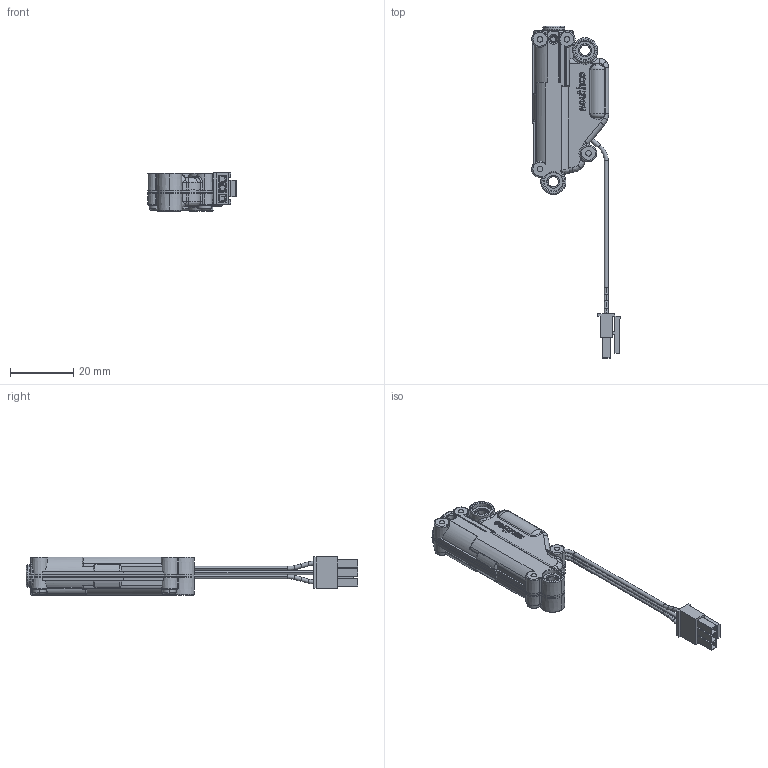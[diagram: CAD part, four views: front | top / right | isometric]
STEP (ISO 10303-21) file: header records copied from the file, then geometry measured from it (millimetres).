
FILE_DESCRIPTION (( 'STEP AP214' ), '1' );
FILE_NAME ('Southco-AC-EM-050-5010.step', '2019-01-07T02:30:36', ( '' ), ( '' ), 'SwSTEP 2.0', 'SolidWorks 2018', '' );
FILE_SCHEMA (( 'AUTOMOTIVE_DESIGN' ));
Length unit declared in the file: millimetre
Products named in the file (11): Southco-AC-EM-050-5010_AC-EM-050-5010.sldasm-Part-7; Southco-AC-EM-050-5010_AC-EM-050-5010.sldasm-Part-6; Southco-AC-EM-050-5010_AC-EM-050-5010.sldasm-Part-10; Southco-AC-EM-050-5010_AC-EM-050-5010.sldasm-Part-8; Southco-AC-EM-050-5010_AC-EM-050-5010.sldasm-Part-5; Southco-AC-EM-050-5010_AC-EM-050-5010.sldasm-Part-4; Southco-AC-EM-050-5010_AC-EM-050-5010.sldasm-Part-2; Southco-AC-EM-050-5010_AC-EM-050-5010.sldasm-Part-3; Southco-AC-EM-050-5010_AC-EM-050-5010.sldasm-Part-1; Southco-AC-EM-050-5010_AC-EM-050-5010.sldasm-Part-9; Southco-AC-EM-050-5010
Assembly tree (13 placements, depth 2):
  Southco-AC-EM-050-5010
    Southco-AC-EM-050-5010_AC-EM-050-5010.sldasm-Part-1  x4
    Southco-AC-EM-050-5010_AC-EM-050-5010.sldasm-Part-2
    Southco-AC-EM-050-5010_AC-EM-050-5010.sldasm-Part-3
    Southco-AC-EM-050-5010_AC-EM-050-5010.sldasm-Part-4
    Southco-AC-EM-050-5010_AC-EM-050-5010.sldasm-Part-5
    Southco-AC-EM-050-5010_AC-EM-050-5010.sldasm-Part-6
    Southco-AC-EM-050-5010_AC-EM-050-5010.sldasm-Part-7
    Southco-AC-EM-050-5010_AC-EM-050-5010.sldasm-Part-8
    Southco-AC-EM-050-5010_AC-EM-050-5010.sldasm-Part-9
    Southco-AC-EM-050-5010_AC-EM-050-5010.sldasm-Part-10
Bounding box: 27.98 x 104.83 x 12.02 mm (x, y, z)
Volume: 8417.8 mm3; surface area: 11350.1 mm2
Topology: 13 solids, 13 shells, 1895 faces, 4639 edges, 2758 vertices
Faces by surface type: plane 552, cylinder 539, bspline 313, torus 258, cone 142, sphere 91
Entity records: 65188 total; most frequent: CARTESIAN_POINT 27320, ORIENTED_EDGE 8202, DIRECTION 7191, EDGE_CURVE 4101, AXIS2_PLACEMENT_3D 2741, VERTEX_POINT 2494, EDGE_LOOP 1785, VECTOR 1709
